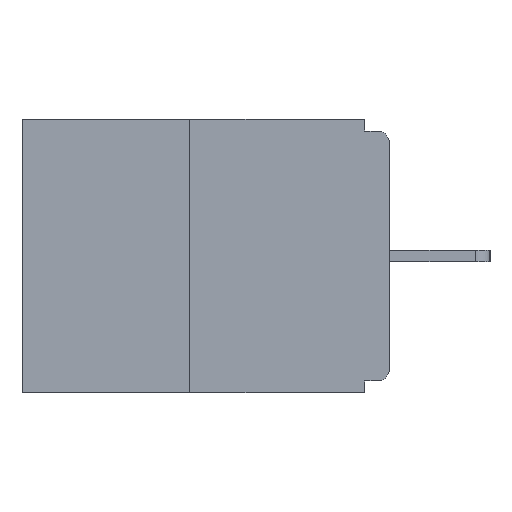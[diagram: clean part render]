
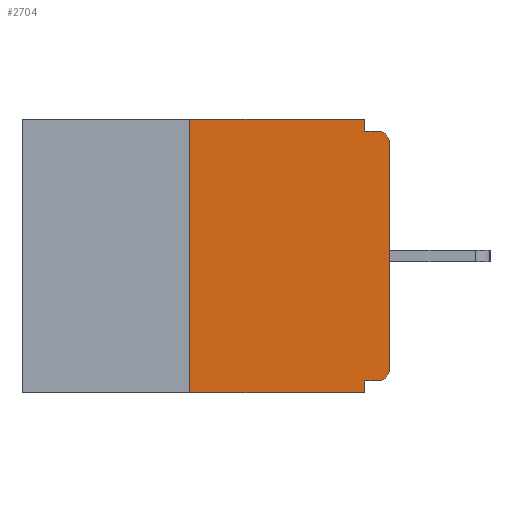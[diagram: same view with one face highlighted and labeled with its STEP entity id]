
A CAD part, left-side view. The second image highlights one B-rep face of the part: STEP entity #2704.
In plain terms, the highlighted planar face has unit normal (-1, 0, 0).
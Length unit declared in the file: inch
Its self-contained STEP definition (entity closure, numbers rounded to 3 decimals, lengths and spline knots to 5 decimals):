
#302 = VECTOR ( 'NONE', #11849, 39.37008 ) ;
#342 = ORIENTED_EDGE ( 'NONE', *, *, #1903, .F. ) ;
#450 = EDGE_CURVE ( 'NONE', #2040, #9571, #3281, .T. ) ;
#506 = DIRECTION ( 'NONE',  ( 0., 0., -1. ) ) ;
#708 = ORIENTED_EDGE ( 'NONE', *, *, #7526, .T. ) ;
#956 = DIRECTION ( 'NONE',  ( 0., -1., 0. ) ) ;
#1077 = CARTESIAN_POINT ( 'NONE',  ( 0., 0., -0.03 ) ) ;
#1645 = AXIS2_PLACEMENT_3D ( 'NONE', #9684, #13258, #10380 ) ;
#1676 = CARTESIAN_POINT ( 'NONE',  ( 0., 0., 0. ) ) ;
#1700 = EDGE_CURVE ( 'NONE', #12174, #7012, #8120, .T. ) ;
#1903 = EDGE_CURVE ( 'NONE', #13701, #14352, #7939, .T. ) ;
#2034 = CARTESIAN_POINT ( 'NONE',  ( 0., 0.25, -0.343 ) ) ;
#2040 = VERTEX_POINT ( 'NONE', #2034 ) ;
#2187 = CARTESIAN_POINT ( 'NONE',  ( 0., 0.031, -0.015 ) ) ;
#2406 = DIRECTION ( 'NONE',  ( 0., 0., 1. ) ) ;
#2444 = CARTESIAN_POINT ( 'NONE',  ( 0., 0.46, -0.343 ) ) ;
#2704 = ADVANCED_FACE ( 'NONE', ( #4405 ), #10070, .F. ) ;
#2739 = CARTESIAN_POINT ( 'NONE',  ( 0., 0.25, 0. ) ) ;
#2873 = EDGE_CURVE ( 'NONE', #2040, #14352, #10525, .T. ) ;
#2948 = AXIS2_PLACEMENT_3D ( 'NONE', #4347, #12198, #5516 ) ;
#3058 = EDGE_CURVE ( 'NONE', #9571, #12174, #5133, .T. ) ;
#3061 = ORIENTED_EDGE ( 'NONE', *, *, #2873, .T. ) ;
#3281 = LINE ( 'NONE', #2739, #5598 ) ;
#3420 = ORIENTED_EDGE ( 'NONE', *, *, #11893, .F. ) ;
#3757 = ORIENTED_EDGE ( 'NONE', *, *, #5296, .T. ) ;
#4107 = ORIENTED_EDGE ( 'NONE', *, *, #12118, .F. ) ;
#4347 = CARTESIAN_POINT ( 'NONE',  ( 0., 0.015, -0.313 ) ) ;
#4405 = FACE_OUTER_BOUND ( 'NONE', #10009, .T. ) ;
#4571 = DIRECTION ( 'NONE',  ( 0., -1., 0. ) ) ;
#5133 = LINE ( 'NONE', #11217, #7744 ) ;
#5296 = EDGE_CURVE ( 'NONE', #7449, #9209, #9899, .T. ) ;
#5425 = CARTESIAN_POINT ( 'NONE',  ( 0., 0.031, 0. ) ) ;
#5516 = DIRECTION ( 'NONE',  ( 0., 0., -1. ) ) ;
#5528 = VECTOR ( 'NONE', #7712, 39.37008 ) ;
#5598 = VECTOR ( 'NONE', #10916, 39.37008 ) ;
#5768 = CARTESIAN_POINT ( 'NONE',  ( 0., 0.015, -0.328 ) ) ;
#6510 = CARTESIAN_POINT ( 'NONE',  ( 0., 0.25, 0. ) ) ;
#6784 = CARTESIAN_POINT ( 'NONE',  ( 0., 0., -0.015 ) ) ;
#7012 = VERTEX_POINT ( 'NONE', #2187 ) ;
#7099 = VECTOR ( 'NONE', #9662, 39.37008 ) ;
#7231 = VECTOR ( 'NONE', #956, 39.37008 ) ;
#7264 = LINE ( 'NONE', #6784, #12507 ) ;
#7322 = DIRECTION ( 'NONE',  ( -1., 0., 0. ) ) ;
#7449 = VERTEX_POINT ( 'NONE', #8646 ) ;
#7514 = CARTESIAN_POINT ( 'NONE',  ( 0., 0.031, -0.328 ) ) ;
#7526 = EDGE_CURVE ( 'NONE', #8336, #7449, #12988, .T. ) ;
#7712 = DIRECTION ( 'NONE',  ( 0., 0., -1. ) ) ;
#7744 = VECTOR ( 'NONE', #11681, 39.37008 ) ;
#7939 = LINE ( 'NONE', #13129, #302 ) ;
#8120 = LINE ( 'NONE', #5425, #5528 ) ;
#8336 = VERTEX_POINT ( 'NONE', #5768 ) ;
#8359 = CARTESIAN_POINT ( 'NONE',  ( 0., 0.031, -0.343 ) ) ;
#8566 = CARTESIAN_POINT ( 'NONE',  ( 0., 0., -0.328 ) ) ;
#8646 = CARTESIAN_POINT ( 'NONE',  ( 0., 0., -0.313 ) ) ;
#9209 = VERTEX_POINT ( 'NONE', #1077 ) ;
#9502 = VERTEX_POINT ( 'NONE', #10823 ) ;
#9571 = VERTEX_POINT ( 'NONE', #6510 ) ;
#9662 = DIRECTION ( 'NONE',  ( 0., 1., 0. ) ) ;
#9684 = CARTESIAN_POINT ( 'NONE',  ( 0., 0.46, 0. ) ) ;
#9688 = ORIENTED_EDGE ( 'NONE', *, *, #13588, .T. ) ;
#9783 = CIRCLE ( 'NONE', #13167, 0.015 ) ;
#9899 = LINE ( 'NONE', #1676, #10256 ) ;
#10009 = EDGE_LOOP ( 'NONE', ( #11296, #14289, #3061, #342, #3420, #708, #3757, #9688, #4107, #13069 ) ) ;
#10070 = PLANE ( 'NONE',  #1645 ) ;
#10204 = CARTESIAN_POINT ( 'NONE',  ( 0., 0.031, 0. ) ) ;
#10256 = VECTOR ( 'NONE', #2406, 39.37008 ) ;
#10380 = DIRECTION ( 'NONE',  ( 0., 0., -1. ) ) ;
#10525 = LINE ( 'NONE', #2444, #7231 ) ;
#10823 = CARTESIAN_POINT ( 'NONE',  ( 0., 0.015, -0.015 ) ) ;
#10916 = DIRECTION ( 'NONE',  ( 0., 0., 1. ) ) ;
#11217 = CARTESIAN_POINT ( 'NONE',  ( 0., 0.46, 0. ) ) ;
#11296 = ORIENTED_EDGE ( 'NONE', *, *, #3058, .F. ) ;
#11681 = DIRECTION ( 'NONE',  ( 0., -1., 0. ) ) ;
#11849 = DIRECTION ( 'NONE',  ( 0., 0., -1. ) ) ;
#11893 = EDGE_CURVE ( 'NONE', #8336, #13701, #13045, .T. ) ;
#12118 = EDGE_CURVE ( 'NONE', #7012, #9502, #7264, .T. ) ;
#12174 = VERTEX_POINT ( 'NONE', #10204 ) ;
#12198 = DIRECTION ( 'NONE',  ( -1., 0., 0. ) ) ;
#12507 = VECTOR ( 'NONE', #4571, 39.37008 ) ;
#12988 = CIRCLE ( 'NONE', #2948, 0.015 ) ;
#13045 = LINE ( 'NONE', #8566, #7099 ) ;
#13069 = ORIENTED_EDGE ( 'NONE', *, *, #1700, .F. ) ;
#13129 = CARTESIAN_POINT ( 'NONE',  ( 0., 0.031, -0.343 ) ) ;
#13167 = AXIS2_PLACEMENT_3D ( 'NONE', #13842, #7322, #506 ) ;
#13258 = DIRECTION ( 'NONE',  ( 1., 0., 0. ) ) ;
#13588 = EDGE_CURVE ( 'NONE', #9209, #9502, #9783, .T. ) ;
#13701 = VERTEX_POINT ( 'NONE', #7514 ) ;
#13842 = CARTESIAN_POINT ( 'NONE',  ( 0., 0.015, -0.03 ) ) ;
#14289 = ORIENTED_EDGE ( 'NONE', *, *, #450, .F. ) ;
#14352 = VERTEX_POINT ( 'NONE', #8359 ) ;
